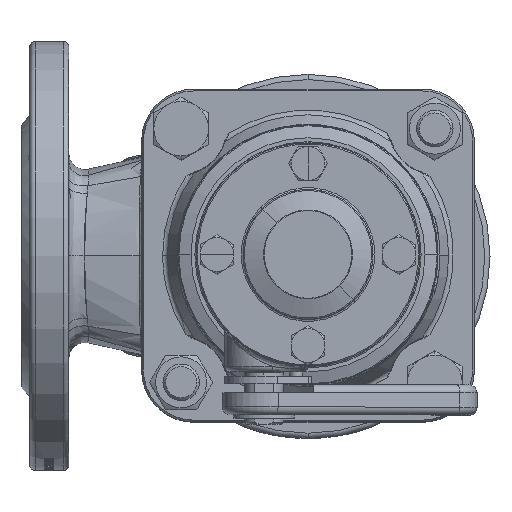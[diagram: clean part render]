
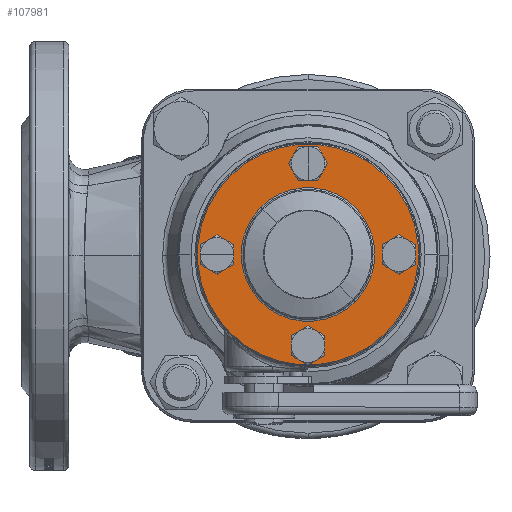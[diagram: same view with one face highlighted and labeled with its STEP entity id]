
A CAD part, top view. The second image highlights one B-rep face of the part: STEP entity #107981.
In plain terms, the highlighted planar face has unit normal (0, 0, 1).
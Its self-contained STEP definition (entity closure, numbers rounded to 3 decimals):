
#106728=CARTESIAN_POINT('',(3.182,31.818,330.3));
#106729=VERTEX_POINT('',#106728);
#106736=CARTESIAN_POINT('',(-3.182,38.182,330.3));
#106737=VERTEX_POINT('',#106736);
#106738=CARTESIAN_POINT('',(0.,35.,330.3));
#106739=DIRECTION('',(0.,0.,1.));
#106740=DIRECTION('',(-0.707,0.707,0.));
#106741=AXIS2_PLACEMENT_3D('',#106738,#106739,#106740);
#106742=CIRCLE('',#106741,4.5);
#106743=EDGE_CURVE('NONE',#106729,#106737,#106742,.T.);
#106770=CARTESIAN_POINT('',(-31.818,-3.182,330.3));
#106771=VERTEX_POINT('',#106770);
#106778=CARTESIAN_POINT('',(-38.182,3.182,330.3));
#106779=VERTEX_POINT('',#106778);
#106780=CARTESIAN_POINT('',(-35.,0.,330.3));
#106781=DIRECTION('',(0.,0.,1.));
#106782=DIRECTION('',(-0.707,0.707,0.));
#106783=AXIS2_PLACEMENT_3D('',#106780,#106781,#106782);
#106784=CIRCLE('',#106783,4.5);
#106785=EDGE_CURVE('NONE',#106771,#106779,#106784,.T.);
#106812=CARTESIAN_POINT('',(3.182,-38.182,330.3));
#106813=VERTEX_POINT('',#106812);
#106820=CARTESIAN_POINT('',(-3.182,-31.818,330.3));
#106821=VERTEX_POINT('',#106820);
#106822=CARTESIAN_POINT('',(0.,-35.,330.3));
#106823=DIRECTION('',(0.,0.,1.));
#106824=DIRECTION('',(-0.707,0.707,0.));
#106825=AXIS2_PLACEMENT_3D('',#106822,#106823,#106824);
#106826=CIRCLE('',#106825,4.5);
#106827=EDGE_CURVE('NONE',#106813,#106821,#106826,.T.);
#106854=CARTESIAN_POINT('',(38.182,-3.182,330.3));
#106855=VERTEX_POINT('',#106854);
#106862=CARTESIAN_POINT('',(31.818,3.182,330.3));
#106863=VERTEX_POINT('',#106862);
#106864=CARTESIAN_POINT('',(35.,0.,330.3));
#106865=DIRECTION('',(0.,0.,1.));
#106866=DIRECTION('',(-0.707,0.707,0.));
#106867=AXIS2_PLACEMENT_3D('',#106864,#106865,#106866);
#106868=CIRCLE('',#106867,4.5);
#106869=EDGE_CURVE('NONE',#106855,#106863,#106868,.T.);
#106969=CARTESIAN_POINT('',(-30.052,30.052,330.3));
#106970=VERTEX_POINT('',#106969);
#106971=CARTESIAN_POINT('',(30.052,-30.052,330.3));
#106972=VERTEX_POINT('',#106971);
#106973=CARTESIAN_POINT('',(0.,0.,330.3));
#106974=DIRECTION('',(-0.,-0.,1.));
#106975=DIRECTION('',(0.707,-0.707,0.));
#106976=AXIS2_PLACEMENT_3D('',#106973,#106974,#106975);
#106977=CIRCLE('',#106976,42.5);
#106978=EDGE_CURVE('NONE',#106970,#106972,#106977,.T.);
#107011=CARTESIAN_POINT('',(-18.173,18.173,330.3));
#107012=VERTEX_POINT('',#107011);
#107013=CARTESIAN_POINT('',(18.173,-18.173,330.3));
#107014=VERTEX_POINT('',#107013);
#107015=CARTESIAN_POINT('',(0.,0.,330.3));
#107016=DIRECTION('',(0.,0.,-1.));
#107017=DIRECTION('',(0.707,-0.707,0.));
#107018=AXIS2_PLACEMENT_3D('',#107015,#107016,#107017);
#107019=CIRCLE('',#107018,25.7);
#107020=EDGE_CURVE('NONE',#107012,#107014,#107019,.T.);
#107916=CARTESIAN_POINT('',(30.406,30.406,330.3));
#107917=DIRECTION('',(0.,0.,-1.));
#107918=DIRECTION('',(0.707,-0.707,0.));
#107919=AXIS2_PLACEMENT_3D('',#107916,#107917,#107918);
#107920=PLANE('',#107919);
#107921=CARTESIAN_POINT('',(0.,35.,330.3));
#107922=DIRECTION('',(0.,0.,1.));
#107923=DIRECTION('',(-0.707,0.707,0.));
#107924=AXIS2_PLACEMENT_3D('',#107921,#107922,#107923);
#107925=CIRCLE('',#107924,4.5);
#107926=EDGE_CURVE('NONE',#106737,#106729,#107925,.T.);
#107927=ORIENTED_EDGE('',*,*,#107926,.F.);
#107928=ORIENTED_EDGE('',*,*,#106743,.F.);
#107929=EDGE_LOOP('',(#107927,#107928));
#107930=FACE_BOUND('',#107929,.T.);
#107931=CARTESIAN_POINT('',(-35.,0.,330.3));
#107932=DIRECTION('',(0.,0.,1.));
#107933=DIRECTION('',(-0.707,0.707,0.));
#107934=AXIS2_PLACEMENT_3D('',#107931,#107932,#107933);
#107935=CIRCLE('',#107934,4.5);
#107936=EDGE_CURVE('NONE',#106779,#106771,#107935,.T.);
#107937=ORIENTED_EDGE('',*,*,#107936,.F.);
#107938=ORIENTED_EDGE('',*,*,#106785,.F.);
#107939=EDGE_LOOP('',(#107937,#107938));
#107940=FACE_BOUND('',#107939,.T.);
#107941=CARTESIAN_POINT('',(0.,-35.,330.3));
#107942=DIRECTION('',(0.,0.,1.));
#107943=DIRECTION('',(-0.707,0.707,0.));
#107944=AXIS2_PLACEMENT_3D('',#107941,#107942,#107943);
#107945=CIRCLE('',#107944,4.5);
#107946=EDGE_CURVE('NONE',#106821,#106813,#107945,.T.);
#107947=ORIENTED_EDGE('',*,*,#107946,.F.);
#107948=ORIENTED_EDGE('',*,*,#106827,.F.);
#107949=EDGE_LOOP('',(#107947,#107948));
#107950=FACE_BOUND('',#107949,.T.);
#107951=CARTESIAN_POINT('',(35.,0.,330.3));
#107952=DIRECTION('',(0.,0.,1.));
#107953=DIRECTION('',(-0.707,0.707,0.));
#107954=AXIS2_PLACEMENT_3D('',#107951,#107952,#107953);
#107955=CIRCLE('',#107954,4.5);
#107956=EDGE_CURVE('NONE',#106863,#106855,#107955,.T.);
#107957=ORIENTED_EDGE('',*,*,#107956,.F.);
#107958=ORIENTED_EDGE('',*,*,#106869,.F.);
#107959=EDGE_LOOP('',(#107957,#107958));
#107960=FACE_BOUND('',#107959,.T.);
#107961=CARTESIAN_POINT('',(0.,0.,330.3));
#107962=DIRECTION('',(-0.,-0.,1.));
#107963=DIRECTION('',(0.707,-0.707,0.));
#107964=AXIS2_PLACEMENT_3D('',#107961,#107962,#107963);
#107965=CIRCLE('',#107964,42.5);
#107966=EDGE_CURVE('NONE',#106972,#106970,#107965,.T.);
#107967=ORIENTED_EDGE('',*,*,#107966,.T.);
#107968=ORIENTED_EDGE('',*,*,#106978,.T.);
#107969=EDGE_LOOP('',(#107967,#107968));
#107970=FACE_BOUND('',#107969,.T.);
#107971=CARTESIAN_POINT('',(0.,0.,330.3));
#107972=DIRECTION('',(0.,0.,-1.));
#107973=DIRECTION('',(0.707,-0.707,0.));
#107974=AXIS2_PLACEMENT_3D('',#107971,#107972,#107973);
#107975=CIRCLE('',#107974,25.7);
#107976=EDGE_CURVE('NONE',#107014,#107012,#107975,.T.);
#107977=ORIENTED_EDGE('',*,*,#107976,.T.);
#107978=ORIENTED_EDGE('',*,*,#107020,.T.);
#107979=EDGE_LOOP('',(#107977,#107978));
#107980=FACE_BOUND('',#107979,.T.);
#107981=ADVANCED_FACE('NONE',(#107930,#107940,#107950,#107960,#107970,#107980),#107920,.F.);
